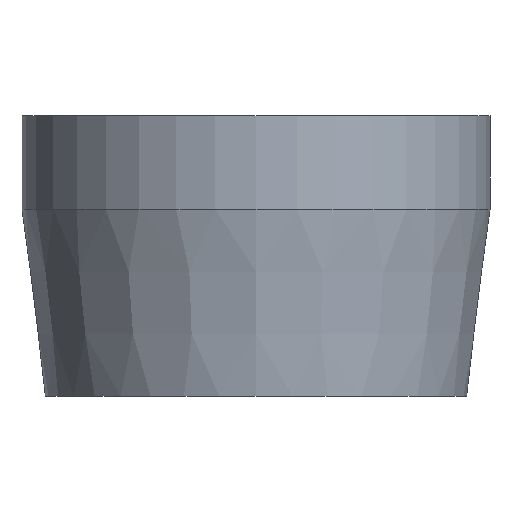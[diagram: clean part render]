
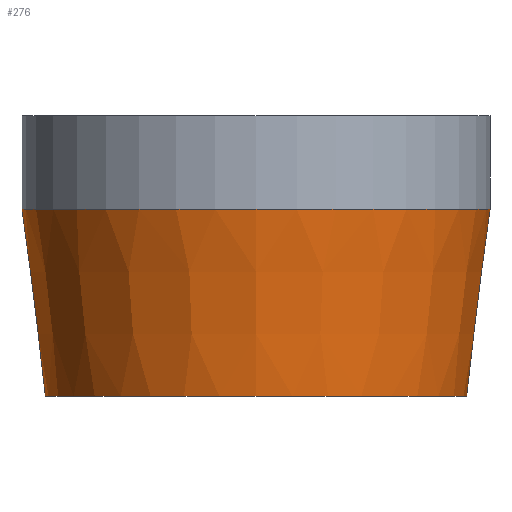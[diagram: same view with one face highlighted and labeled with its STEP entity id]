
A CAD part, left-side view. The second image highlights one B-rep face of the part: STEP entity #276.
In plain terms, the highlighted conical face has half-angle 7.125 degrees and reference radius 25 mm.
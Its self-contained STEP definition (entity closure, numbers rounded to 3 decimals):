
#245=CARTESIAN_POINT('',(77.5,-100.0,0.0));
#246=VERTEX_POINT('',#245);
#247=CARTESIAN_POINT('',(100.0,-100.0,0.0));
#248=DIRECTION('',(0.0,0.0,1.0));
#249=DIRECTION('',(1.0,0.0,0.0));
#250=AXIS2_PLACEMENT_3D('',#247,#248,#249);
#251=CIRCLE('',#250,22.5);
#252=EDGE_CURVE('',#246,#246,#251,.T.);
#257=CARTESIAN_POINT('',(100.0,-100.0,20.0));
#258=DIRECTION('',(0.0,0.0,1.0));
#259=DIRECTION('',(-1.0,0.0,0.0));
#260=AXIS2_PLACEMENT_3D('',#257,#258,#259);
#261=CONICAL_SURFACE('',#260,25.0,7.125);
#262=ORIENTED_EDGE('',*,*,#252,.T.);
#263=EDGE_LOOP('',(#262));
#264=FACE_OUTER_BOUND('',#263,.T.);
#265=CARTESIAN_POINT('',(125.0,-100.0,20.0));
#266=VERTEX_POINT('',#265);
#267=CARTESIAN_POINT('',(100.0,-100.0,20.0));
#268=DIRECTION('',(0.0,0.0,1.0));
#269=DIRECTION('',(1.0,0.0,0.0));
#270=AXIS2_PLACEMENT_3D('',#267,#268,#269);
#271=CIRCLE('',#270,25.0);
#272=EDGE_CURVE('',#266,#266,#271,.T.);
#273=ORIENTED_EDGE('',*,*,#272,.F.);
#274=EDGE_LOOP('',(#273));
#275=FACE_BOUND('',#274,.T.);
#276=ADVANCED_FACE('',(#264,#275),#261,.T.);
